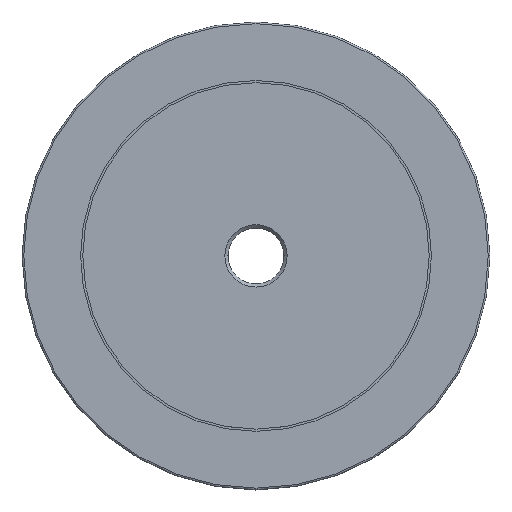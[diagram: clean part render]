
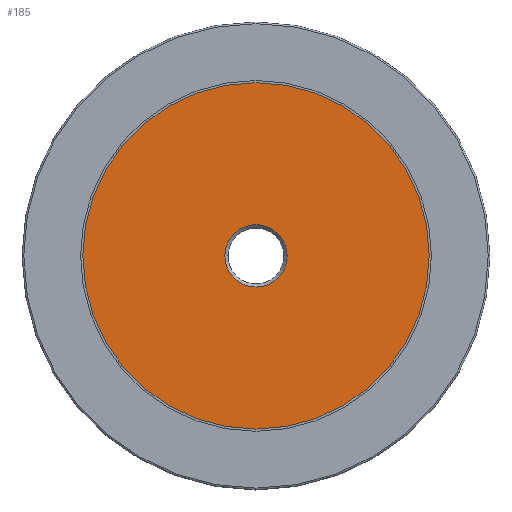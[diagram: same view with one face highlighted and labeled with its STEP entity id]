
A CAD part, top view. The second image highlights one B-rep face of the part: STEP entity #185.
In plain terms, the highlighted planar face has unit normal (0, 0, 1).
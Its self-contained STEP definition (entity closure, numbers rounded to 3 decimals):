
#185 = ADVANCED_FACE ( 'NONE', ( #6501, #13908 ), #17220, .T. ) ;
#252 = VERTEX_POINT ( 'NONE', #14032 ) ;
#606 = DIRECTION ( 'NONE',  ( 0., 0., 1. ) ) ;
#760 = DIRECTION ( 'NONE',  ( 0., 0., -1. ) ) ;
#789 = ORIENTED_EDGE ( 'NONE', *, *, #2567, .T. ) ;
#1294 = CARTESIAN_POINT ( 'NONE',  ( 2.8, 0., 16. ) ) ;
#1494 = DIRECTION ( 'NONE',  ( 1., 0., 0. ) ) ;
#2567 = EDGE_CURVE ( 'NONE', #252, #8217, #14951, .T. ) ;
#3209 = AXIS2_PLACEMENT_3D ( 'NONE', #8986, #16303, #11969 ) ;
#4398 = AXIS2_PLACEMENT_3D ( 'NONE', #16403, #4622, #1494 ) ;
#4622 = DIRECTION ( 'NONE',  ( 0., 0., 1. ) ) ;
#4724 = DIRECTION ( 'NONE',  ( 1., 0., 0. ) ) ;
#5256 = CARTESIAN_POINT ( 'NONE',  ( 0., 0., 16. ) ) ;
#6501 = FACE_BOUND ( 'NONE', #10205, .T. ) ;
#6652 = CARTESIAN_POINT ( 'NONE',  ( 0., 0., 16. ) ) ;
#7369 = EDGE_CURVE ( 'NONE', #18037, #12378, #18796, .T. ) ;
#7440 = AXIS2_PLACEMENT_3D ( 'NONE', #7941, #12420, #4724 ) ;
#7941 = CARTESIAN_POINT ( 'NONE',  ( 0., 0., 16. ) ) ;
#8217 = VERTEX_POINT ( 'NONE', #1294 ) ;
#8986 = CARTESIAN_POINT ( 'NONE',  ( 0., 0., 16. ) ) ;
#9573 = CARTESIAN_POINT ( 'NONE',  ( -15.55, 0., 16. ) ) ;
#9672 = DIRECTION ( 'NONE',  ( 1., 0., 0. ) ) ;
#10205 = EDGE_LOOP ( 'NONE', ( #14980, #789 ) ) ;
#11866 = CIRCLE ( 'NONE', #4398, 15.55 ) ;
#11969 = DIRECTION ( 'NONE',  ( 1., 0., 0. ) ) ;
#12378 = VERTEX_POINT ( 'NONE', #9573 ) ;
#12414 = ORIENTED_EDGE ( 'NONE', *, *, #12722, .T. ) ;
#12420 = DIRECTION ( 'NONE',  ( 0., 0., 1. ) ) ;
#12485 = ORIENTED_EDGE ( 'NONE', *, *, #7369, .T. ) ;
#12722 = EDGE_CURVE ( 'NONE', #12378, #18037, #11866, .T. ) ;
#12952 = EDGE_CURVE ( 'NONE', #8217, #252, #13934, .T. ) ;
#13908 = FACE_OUTER_BOUND ( 'NONE', #15579, .T. ) ;
#13934 = CIRCLE ( 'NONE', #18836, 2.8 ) ;
#14032 = CARTESIAN_POINT ( 'NONE',  ( -2.8, 0., 16. ) ) ;
#14951 = CIRCLE ( 'NONE', #3209, 2.8 ) ;
#14980 = ORIENTED_EDGE ( 'NONE', *, *, #12952, .T. ) ;
#15336 = AXIS2_PLACEMENT_3D ( 'NONE', #6652, #606, #17095 ) ;
#15579 = EDGE_LOOP ( 'NONE', ( #12485, #12414 ) ) ;
#16303 = DIRECTION ( 'NONE',  ( 0., 0., -1. ) ) ;
#16403 = CARTESIAN_POINT ( 'NONE',  ( 0., 0., 16. ) ) ;
#16721 = CARTESIAN_POINT ( 'NONE',  ( 15.55, 0., 16. ) ) ;
#17095 = DIRECTION ( 'NONE',  ( 1., 0., 0. ) ) ;
#17220 = PLANE ( 'NONE',  #15336 ) ;
#18037 = VERTEX_POINT ( 'NONE', #16721 ) ;
#18796 = CIRCLE ( 'NONE', #7440, 15.55 ) ;
#18836 = AXIS2_PLACEMENT_3D ( 'NONE', #5256, #760, #9672 ) ;
